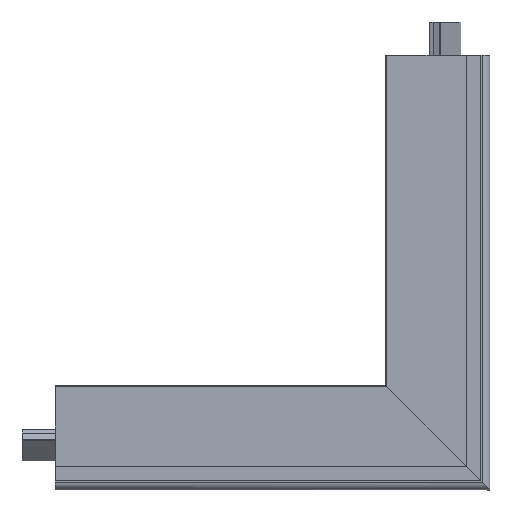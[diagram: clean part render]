
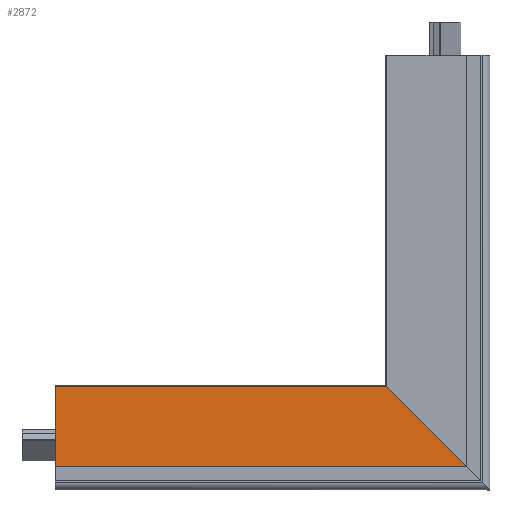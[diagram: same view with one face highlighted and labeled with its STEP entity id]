
A CAD part, front view. The second image highlights one B-rep face of the part: STEP entity #2872.
In plain terms, the highlighted planar face has unit normal (0, -1, 0).
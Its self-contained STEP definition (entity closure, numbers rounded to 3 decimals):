
#137 = EDGE_CURVE ( 'NONE', #6613, #11433, #15551, .T. ) ;
#915 = AXIS2_PLACEMENT_3D ( 'NONE', #12832, #6633, #19822 ) ;
#1383 = CARTESIAN_POINT ( 'NONE',  ( 13.955, -90., -250. ) ) ;
#2505 = ORIENTED_EDGE ( 'NONE', *, *, #22685, .T. ) ;
#2872 = ADVANCED_FACE ( 'NONE', ( #19816 ), #17951, .T. ) ;
#5252 = DIRECTION ( 'NONE',  ( -1., 0., 0. ) ) ;
#5519 = EDGE_LOOP ( 'NONE', ( #8362, #17808, #20196, #2505 ) ) ;
#5533 = DIRECTION ( 'NONE',  ( -0.707, 0., -0.707 ) ) ;
#6014 = CARTESIAN_POINT ( 'NONE',  ( -59.545, -90., -250. ) ) ;
#6613 = VERTEX_POINT ( 'NONE', #1383 ) ;
#6633 = DIRECTION ( 'NONE',  ( 0., -1., 0. ) ) ;
#7294 = EDGE_CURVE ( 'NONE', #9964, #11433, #17376, .T. ) ;
#7340 = CARTESIAN_POINT ( 'NONE',  ( 13.955, -90., 123.5 ) ) ;
#8362 = ORIENTED_EDGE ( 'NONE', *, *, #17133, .T. ) ;
#9617 = VECTOR ( 'NONE', #5533, 1000. ) ;
#9964 = VERTEX_POINT ( 'NONE', #13628 ) ;
#10786 = DIRECTION ( 'NONE',  ( 0., 0., -1. ) ) ;
#11433 = VERTEX_POINT ( 'NONE', #23238 ) ;
#12332 = VECTOR ( 'NONE', #10786, 1000. ) ;
#12832 = CARTESIAN_POINT ( 'NONE',  ( -59.545, -90., 250. ) ) ;
#13067 = CARTESIAN_POINT ( 'NONE',  ( -59.545, -90., 50. ) ) ;
#13323 = CARTESIAN_POINT ( 'NONE',  ( 13.955, -90., -250. ) ) ;
#13628 = CARTESIAN_POINT ( 'NONE',  ( -58.545, -90., 51. ) ) ;
#14683 = LINE ( 'NONE', #13067, #9617 ) ;
#15551 = LINE ( 'NONE', #6014, #16136 ) ;
#16136 = VECTOR ( 'NONE', #5252, 1000. ) ;
#17133 = EDGE_CURVE ( 'NONE', #17749, #9964, #14683, .T. ) ;
#17376 = LINE ( 'NONE', #24196, #12332 ) ;
#17469 = LINE ( 'NONE', #13323, #19221 ) ;
#17749 = VERTEX_POINT ( 'NONE', #7340 ) ;
#17808 = ORIENTED_EDGE ( 'NONE', *, *, #7294, .T. ) ;
#17951 = PLANE ( 'NONE',  #915 ) ;
#19221 = VECTOR ( 'NONE', #20803, 1000. ) ;
#19816 = FACE_OUTER_BOUND ( 'NONE', #5519, .T. ) ;
#19822 = DIRECTION ( 'NONE',  ( 0., 0., -1. ) ) ;
#20196 = ORIENTED_EDGE ( 'NONE', *, *, #137, .F. ) ;
#20803 = DIRECTION ( 'NONE',  ( 0., 0., 1. ) ) ;
#22685 = EDGE_CURVE ( 'NONE', #6613, #17749, #17469, .T. ) ;
#23238 = CARTESIAN_POINT ( 'NONE',  ( -58.545, -90., -250. ) ) ;
#24196 = CARTESIAN_POINT ( 'NONE',  ( -58.545, -90., 250. ) ) ;
